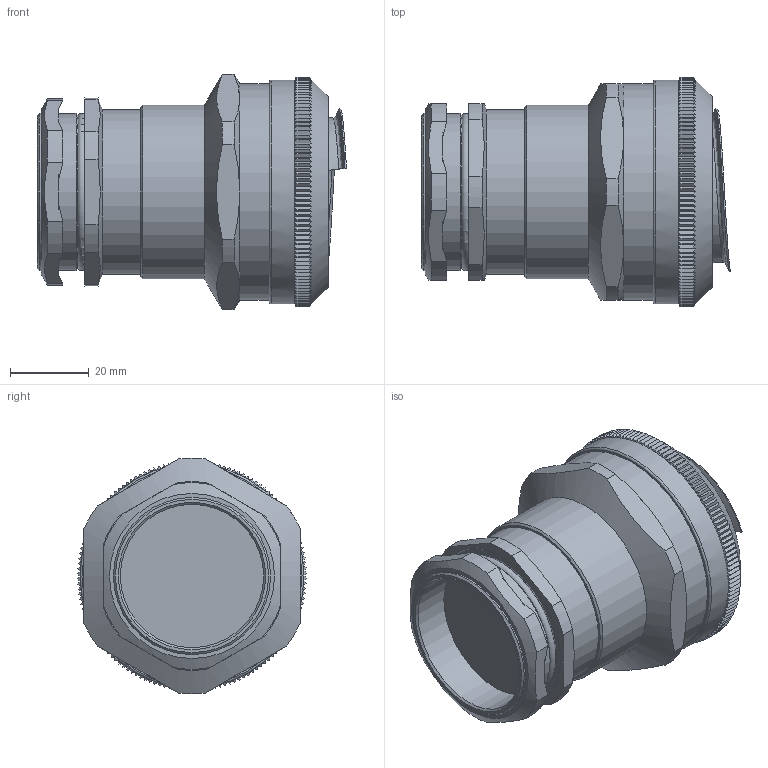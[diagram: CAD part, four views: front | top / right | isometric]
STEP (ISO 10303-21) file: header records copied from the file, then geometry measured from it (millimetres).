
FILE_DESCRIPTION(/* description */ ('','CAx-IF Rec.Pracs.---Representation and Presentation of Product Manufacturing Information (PMI)---4.0---2014-10-13'),/* implementation_level */ '2;1');
FILE_NAME(/* name */ 'ЗЭТАРУС ВК-М40-30-МР38.stp',/* time_stamp */ '2022-11-10T16:46:12+07:00',/* author */ ('zeta-09'),/* organization */ (''),/* preprocessor_version */ 'ST-DEVELOPER v18.1',/* originating_system */ 'Autodesk Inventor 2021',/* authorisation */ '');
FILE_SCHEMA (('AP242_MANAGED_MODEL_BASED_3D_ENGINEERING_MIM_LF { 1 0 10303 442 1 1 4 }'));
Length unit declared in the file: millimetre
Products named in the file (1): Деталь2
Bounding box: 78.65 x 58.31 x 59.96 mm (x, y, z)
Volume: 126276.1 mm3; surface area: 22761.1 mm2
Topology: 1 solids, 3 shells, 508 faces, 1193 edges, 698 vertices
Faces by surface type: plane 310, cone 161, cylinder 28, bspline 6, torus 3
Full cylindrical faces by diameter (mm): 36.5 x1, 40 x2, 42 x1, 44.2 x1, 46.8 x1, 55 x1, 57 x1
Entity records: 14687 total; most frequent: CARTESIAN_POINT 4235, ORIENTED_EDGE 2384, DIRECTION 1830, EDGE_CURVE 1193, AXIS2_PLACEMENT_3D 742, VERTEX_POINT 698, EDGE_LOOP 517, STYLED_ITEM 508
